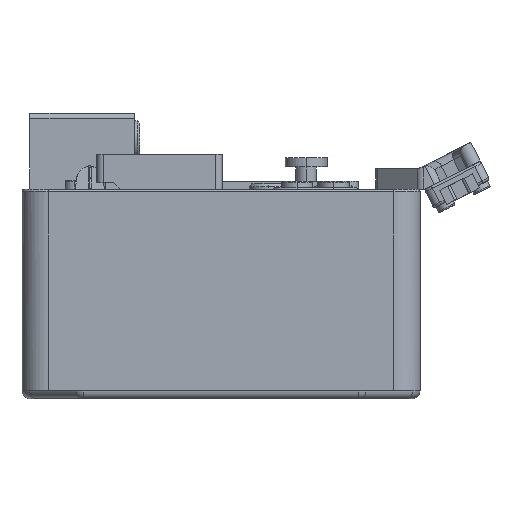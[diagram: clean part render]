
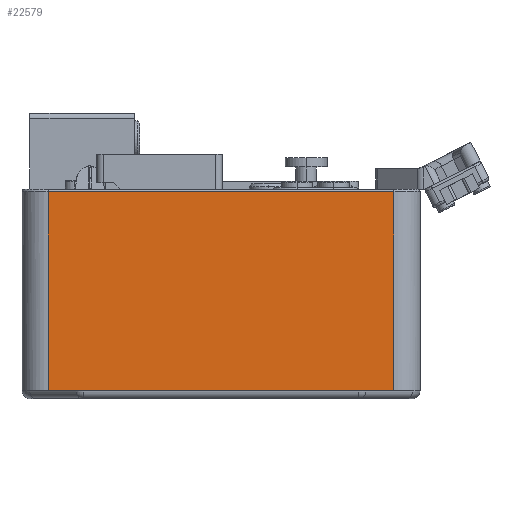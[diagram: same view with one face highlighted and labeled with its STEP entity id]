
A CAD part, left-side view. The second image highlights one B-rep face of the part: STEP entity #22579.
In plain terms, the highlighted planar face has unit normal (-1, 0, 0).
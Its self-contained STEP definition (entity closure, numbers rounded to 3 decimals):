
#404 = CARTESIAN_POINT ( 'NONE',  ( -127., -66., 80. ) ) ;
#2028 = DIRECTION ( 'NONE',  ( 0., 1., 0. ) ) ;
#2202 = CARTESIAN_POINT ( 'NONE',  ( -127., 76., 80. ) ) ;
#2865 = VECTOR ( 'NONE', #24745, 1000. ) ;
#2977 = CARTESIAN_POINT ( 'NONE',  ( -127., 66., 3.1 ) ) ;
#3678 = CARTESIAN_POINT ( 'NONE',  ( -127., 0., 3.1 ) ) ;
#4069 = AXIS2_PLACEMENT_3D ( 'NONE', #2202, #17308, #2028 ) ;
#4176 = LINE ( 'NONE', #3678, #2865 ) ;
#4467 = CARTESIAN_POINT ( 'NONE',  ( -127., 66., 79. ) ) ;
#4562 = LINE ( 'NONE', #14587, #8309 ) ;
#4777 = EDGE_CURVE ( 'NONE', #14021, #28854, #4176, .T. ) ;
#5102 = EDGE_CURVE ( 'NONE', #10567, #28854, #4562, .T. ) ;
#6780 = ORIENTED_EDGE ( 'NONE', *, *, #26777, .T. ) ;
#7302 = EDGE_CURVE ( 'NONE', #14021, #25393, #31156, .T. ) ;
#7542 = LINE ( 'NONE', #20295, #11811 ) ;
#7549 = DIRECTION ( 'NONE',  ( 0., 0., 1. ) ) ;
#8309 = VECTOR ( 'NONE', #12215, 1000. ) ;
#10009 = PLANE ( 'NONE',  #4069 ) ;
#10062 = VECTOR ( 'NONE', #7549, 1000. ) ;
#10567 = VERTEX_POINT ( 'NONE', #4467 ) ;
#11811 = VECTOR ( 'NONE', #33201, 1000. ) ;
#12215 = DIRECTION ( 'NONE',  ( 0., 0., -1. ) ) ;
#14021 = VERTEX_POINT ( 'NONE', #26463 ) ;
#14587 = CARTESIAN_POINT ( 'NONE',  ( -127., 66., 80. ) ) ;
#15826 = ORIENTED_EDGE ( 'NONE', *, *, #4777, .F. ) ;
#17308 = DIRECTION ( 'NONE',  ( 1., 0., 0. ) ) ;
#20295 = CARTESIAN_POINT ( 'NONE',  ( -127., 66., 79. ) ) ;
#20746 = ORIENTED_EDGE ( 'NONE', *, *, #7302, .T. ) ;
#22003 = CARTESIAN_POINT ( 'NONE',  ( -127., -66., 79. ) ) ;
#22579 = ADVANCED_FACE ( 'NONE', ( #25624 ), #10009, .F. ) ;
#23803 = EDGE_LOOP ( 'NONE', ( #15826, #20746, #6780, #24472 ) ) ;
#24472 = ORIENTED_EDGE ( 'NONE', *, *, #5102, .T. ) ;
#24745 = DIRECTION ( 'NONE',  ( 0., 1., 0. ) ) ;
#25393 = VERTEX_POINT ( 'NONE', #22003 ) ;
#25624 = FACE_OUTER_BOUND ( 'NONE', #23803, .T. ) ;
#26463 = CARTESIAN_POINT ( 'NONE',  ( -127., -66., 3.1 ) ) ;
#26777 = EDGE_CURVE ( 'NONE', #25393, #10567, #7542, .T. ) ;
#28854 = VERTEX_POINT ( 'NONE', #2977 ) ;
#31156 = LINE ( 'NONE', #404, #10062 ) ;
#33201 = DIRECTION ( 'NONE',  ( 0., 1., 0. ) ) ;
